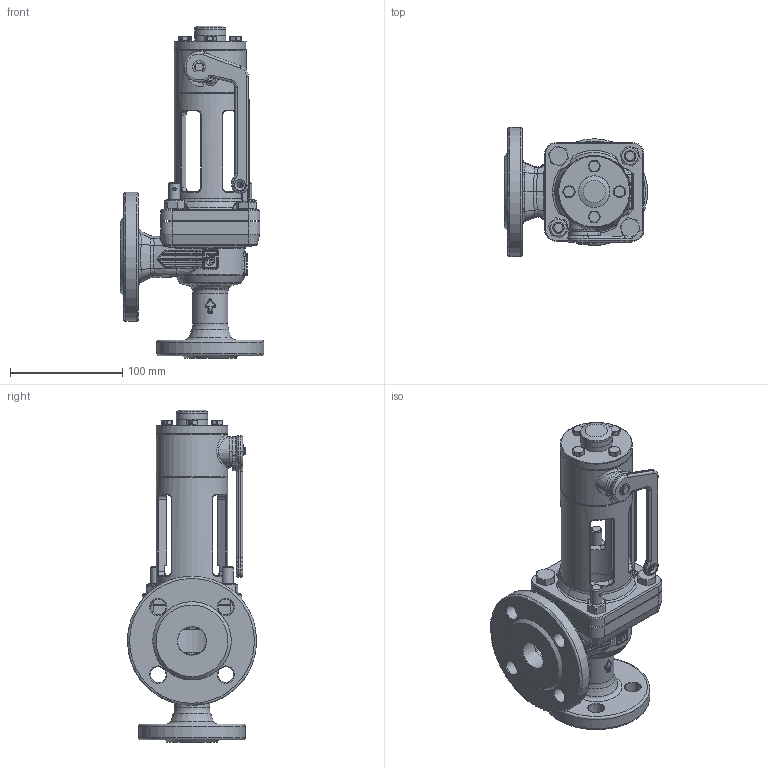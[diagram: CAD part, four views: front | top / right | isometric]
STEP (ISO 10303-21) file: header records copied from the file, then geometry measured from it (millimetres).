
FILE_DESCRIPTION(('HOOPS Exchange Step'),'2;1');
FILE_NAME('SF0611_DN15_15-25.stp','2025-06-27T13:28:37+02:00',('nieru'),('Unknown organisation'),'HOOPS Exchange 2024.2','HOOPS Exchange','Unknown authorisation');
FILE_SCHEMA( ('AP203_CONFIGURATION_CONTROLLED_3D_DESIGN_OF_MECHANICAL_PARTS_AND_ASSEMBLIES_MIM_LF') );
Length unit declared in the file: millimetre
Products named in the file (2): 0; root
Assembly tree (1 placements, depth 2):
  root
    0
Bounding box: 127.5 x 115 x 295.45 mm (x, y, z)
Volume: 800161.5 mm3; surface area: 188761 mm2
Topology: 20 solids, 20 shells, 1460 faces, 3653 edges, 2222 vertices
Faces by surface type: bspline 517, cylinder 397, plane 304, torus 176, cone 63, sphere 3
Full cylindrical faces by diameter (mm): 2 x2, 3 x1, 3.9 x1, 5 x2, 6 x1, 8.2 x1, 8.376 x2, 8.9 x4, 10 x3, 14 x8, 14.63 x1, 15 x1, 15.5 x1, 17 x1, 17.3 x1, 22.8 x1, 25.8 x1, 28 x3, 31.2 x1, 33.189 x1, 50 x1, 57.325 x1, 64 x3, 66 x1, 95 x1, 115 x1
Entity records: 92833 total; most frequent: CARTESIAN_POINT 61431, ORIENTED_EDGE 7184, DIRECTION 5281, EDGE_CURVE 3592, VERTEX_POINT 2223, AXIS2_PLACEMENT_3D 2162, EDGE_LOOP 1559, FACE_BOUND 1559
